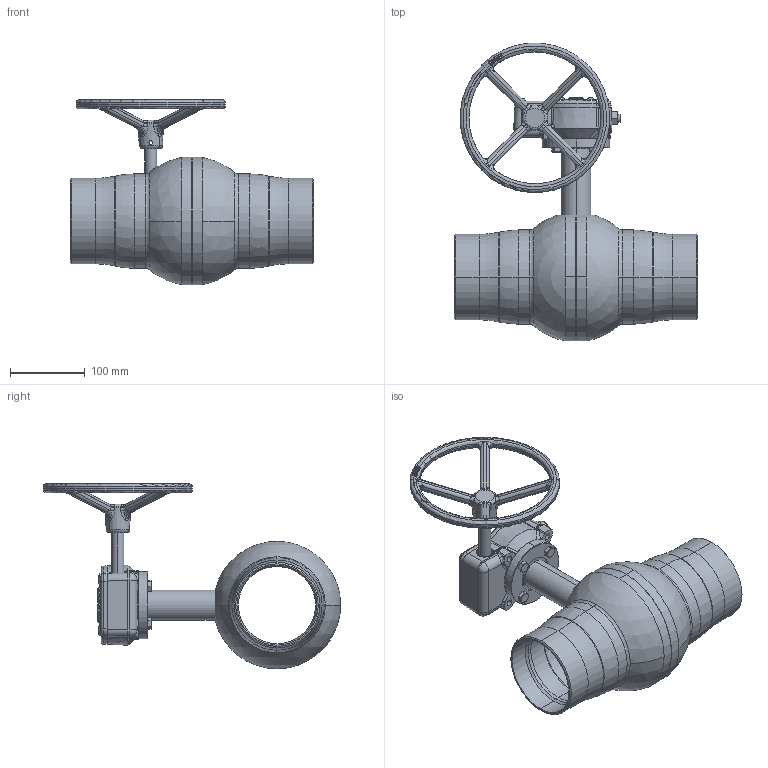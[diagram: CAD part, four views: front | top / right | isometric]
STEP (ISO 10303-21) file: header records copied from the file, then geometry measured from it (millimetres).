
FILE_DESCRIPTION (( 'STEP AP214' ), '1' );
FILE_NAME ('8600225100 480.step', '2025-05-29T08:15:57', ( '' ), ( '' ), 'SwSTEP 2.0', 'SolidWorks 2023', '' );
FILE_SCHEMA (( 'AUTOMOTIVE_DESIGN' ));
Length unit declared in the file: millimetre
Products named in the file (1): 8600225100 480
Bounding box: 325 x 397.66 x 248.23 mm (x, y, z)
Surface area: 315031.8 mm2 (no closed solid volume)
Topology: 0 solids, 17 shells, 835 faces, 2410 edges, 1519 vertices
Faces by surface type: plane 259, bspline 235, cylinder 135, cone 131, torus 57, sphere 18
Entity records: 46417 total; most frequent: CARTESIAN_POINT 27270, ORIENTED_EDGE 4241, DIRECTION 3416, EDGE_CURVE 2398, VERTEX_POINT 1519, AXIS2_PLACEMENT_3D 1335, EDGE_LOOP 893, FACE_OUTER_BOUND 835
